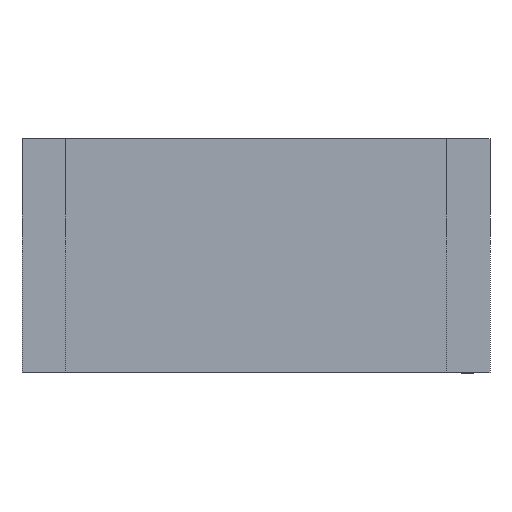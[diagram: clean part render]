
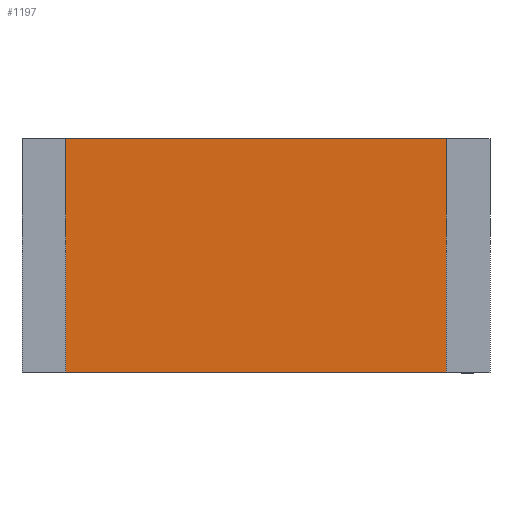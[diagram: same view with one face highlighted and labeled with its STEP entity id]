
A CAD part, front view. The second image highlights one B-rep face of the part: STEP entity #1197.
In plain terms, the highlighted planar face has unit normal (0, -1, 0).
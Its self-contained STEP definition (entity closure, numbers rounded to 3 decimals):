
#28 = LINE ( 'NONE', #262, #215 ) ;
#51 = AXIS2_PLACEMENT_3D ( 'NONE', #1053, #280, #284 ) ;
#75 = VERTEX_POINT ( 'NONE', #1047 ) ;
#165 = LINE ( 'NONE', #829, #395 ) ;
#196 = PLANE ( 'NONE',  #51 ) ;
#215 = VECTOR ( 'NONE', #940, 1000. ) ;
#259 = DIRECTION ( 'NONE',  ( 0., 0., 1. ) ) ;
#262 = CARTESIAN_POINT ( 'NONE',  ( 3.17, 0.03, -7.963 ) ) ;
#280 = DIRECTION ( 'NONE',  ( 0., -1., 0. ) ) ;
#284 = DIRECTION ( 'NONE',  ( 0., 0., -1. ) ) ;
#322 = VECTOR ( 'NONE', #1140, 1000. ) ;
#339 = EDGE_LOOP ( 'NONE', ( #767, #519, #1094, #912 ) ) ;
#386 = CARTESIAN_POINT ( 'NONE',  ( -3.17, 0.03, -1.6 ) ) ;
#395 = VECTOR ( 'NONE', #259, 1000. ) ;
#480 = CARTESIAN_POINT ( 'NONE',  ( -3.17, 0.03, -1.6 ) ) ;
#518 = VERTEX_POINT ( 'NONE', #386 ) ;
#519 = ORIENTED_EDGE ( 'NONE', *, *, #887, .T. ) ;
#522 = VERTEX_POINT ( 'NONE', #773 ) ;
#581 = LINE ( 'NONE', #480, #322 ) ;
#615 = VERTEX_POINT ( 'NONE', #1097 ) ;
#696 = EDGE_CURVE ( 'NONE', #522, #615, #976, .T. ) ;
#698 = EDGE_CURVE ( 'NONE', #75, #615, #28, .T. ) ;
#713 = VECTOR ( 'NONE', #1132, 1000. ) ;
#738 = CARTESIAN_POINT ( 'NONE',  ( -3.17, 0.03, 1.6 ) ) ;
#767 = ORIENTED_EDGE ( 'NONE', *, *, #1151, .F. ) ;
#773 = CARTESIAN_POINT ( 'NONE',  ( -3.17, 0.03, 1.6 ) ) ;
#829 = CARTESIAN_POINT ( 'NONE',  ( -3.17, 0.03, -7.963 ) ) ;
#887 = EDGE_CURVE ( 'NONE', #518, #75, #581, .T. ) ;
#912 = ORIENTED_EDGE ( 'NONE', *, *, #696, .F. ) ;
#940 = DIRECTION ( 'NONE',  ( 0., 0., 1. ) ) ;
#976 = LINE ( 'NONE', #738, #713 ) ;
#995 = FACE_OUTER_BOUND ( 'NONE', #339, .T. ) ;
#1047 = CARTESIAN_POINT ( 'NONE',  ( 3.17, 0.03, -1.6 ) ) ;
#1053 = CARTESIAN_POINT ( 'NONE',  ( -3.17, 0.03, -7.963 ) ) ;
#1094 = ORIENTED_EDGE ( 'NONE', *, *, #698, .T. ) ;
#1097 = CARTESIAN_POINT ( 'NONE',  ( 3.17, 0.03, 1.6 ) ) ;
#1132 = DIRECTION ( 'NONE',  ( 1., 0., 0. ) ) ;
#1140 = DIRECTION ( 'NONE',  ( 1., 0., 0. ) ) ;
#1151 = EDGE_CURVE ( 'NONE', #518, #522, #165, .T. ) ;
#1197 = ADVANCED_FACE ( 'NONE', ( #995 ), #196, .T. ) ;
